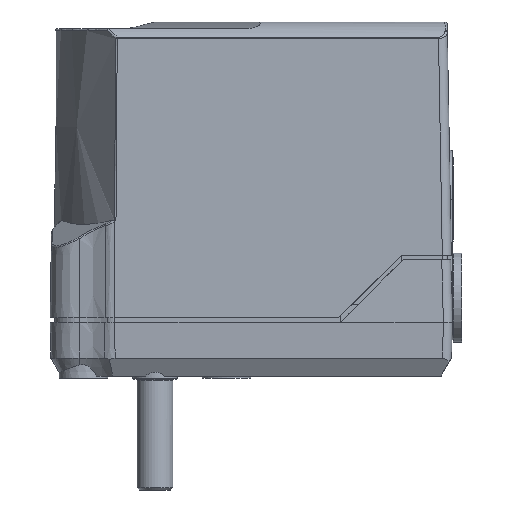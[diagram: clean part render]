
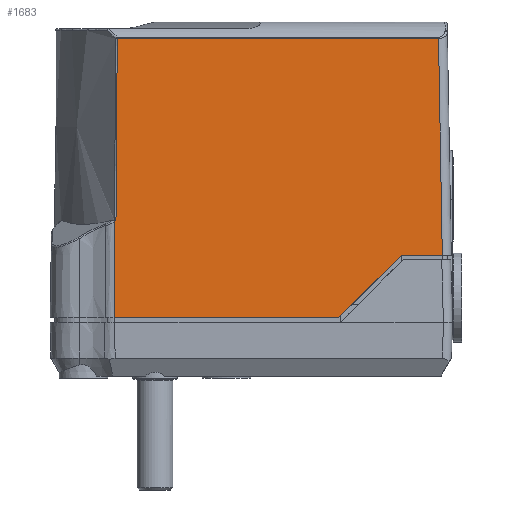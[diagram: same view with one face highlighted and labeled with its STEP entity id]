
A CAD part, left-side view. The second image highlights one B-rep face of the part: STEP entity #1683.
In plain terms, the highlighted planar face has unit normal (-1, 0, 0.018).
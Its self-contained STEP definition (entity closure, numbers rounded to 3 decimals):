
#1176=B_SPLINE_CURVE_WITH_KNOTS('',3,(#8907,#8908,#8909,#8910),.UNSPECIFIED.,
.F.,.F.,(4,4),(0.,1.),.UNSPECIFIED.);
#1203=B_SPLINE_CURVE_WITH_KNOTS('',3,(#9416,#9417,#9418,#9419),.UNSPECIFIED.,
.F.,.F.,(4,4),(0.,1.),.UNSPECIFIED.);
#1683=ADVANCED_FACE('',(#2125),#1871,.F.);
#1871=PLANE('',#6179);
#2125=FACE_OUTER_BOUND('',#2418,.T.);
#2418=EDGE_LOOP('',(#3567,#3568,#3569,#3570,#3571,#3572,#3573,#3574));
#3567=ORIENTED_EDGE('',*,*,#4903,.T.);
#3568=ORIENTED_EDGE('',*,*,#4852,.T.);
#3569=ORIENTED_EDGE('',*,*,#4839,.T.);
#3570=ORIENTED_EDGE('',*,*,#4782,.T.);
#3571=ORIENTED_EDGE('',*,*,#4818,.T.);
#3572=ORIENTED_EDGE('',*,*,#4793,.T.);
#3573=ORIENTED_EDGE('',*,*,#4889,.T.);
#3574=ORIENTED_EDGE('',*,*,#4890,.T.);
#4206=VERTEX_POINT('',#8717);
#4207=VERTEX_POINT('',#8719);
#4216=VERTEX_POINT('',#8745);
#4217=VERTEX_POINT('',#8747);
#4231=VERTEX_POINT('',#8911);
#4238=VERTEX_POINT('',#9063);
#4258=VERTEX_POINT('',#9308);
#4260=VERTEX_POINT('',#9329);
#4782=EDGE_CURVE('',#4207,#4206,#5305,.T.);
#4793=EDGE_CURVE('',#4217,#4216,#5308,.T.);
#4818=EDGE_CURVE('',#4206,#4217,#5322,.T.);
#4839=EDGE_CURVE('',#4231,#4207,#1176,.T.);
#4852=EDGE_CURVE('',#4238,#4231,#5338,.T.);
#4889=EDGE_CURVE('',#4216,#4260,#5347,.T.);
#4890=EDGE_CURVE('',#4260,#4258,#5348,.T.);
#4903=EDGE_CURVE('',#4258,#4238,#1203,.T.);
#5305=LINE('',#8718,#5695);
#5308=LINE('',#8746,#5698);
#5322=LINE('',#8833,#5712);
#5338=LINE('',#9062,#5728);
#5347=LINE('',#9330,#5739);
#5348=LINE('',#9332,#5740);
#5695=VECTOR('',#7066,1.);
#5698=VECTOR('',#7085,1.);
#5712=VECTOR('',#7119,1.);
#5728=VECTOR('',#7185,1.);
#5739=VECTOR('',#7252,1.);
#5740=VECTOR('',#7255,1.);
#6179=AXIS2_PLACEMENT_3D('',#9562,#7288,#7289);
#7066=DIRECTION('',(0.,-1.,0.));
#7085=DIRECTION('',(0.,-1.,0.));
#7119=DIRECTION('',(0.012,-0.707,0.707));
#7185=DIRECTION('',(-0.009,0.858,-0.513));
#7252=DIRECTION('',(0.017,0.017,1.));
#7255=DIRECTION('',(0.,1.,0.));
#7288=DIRECTION('',(1.,0.,-0.017));
#7289=DIRECTION('',(-0.017,0.,-1.));
#8717=CARTESIAN_POINT('',(0.,25.434,8.5));
#8718=CARTESIAN_POINT('',(0.,75.594,8.5));
#8719=CARTESIAN_POINT('',(0.,75.674,8.5));
#8745=CARTESIAN_POINT('',(0.244,2.244,22.5));
#8746=CARTESIAN_POINT('',(0.244,75.594,22.5));
#8747=CARTESIAN_POINT('',(0.244,11.434,22.5));
#8833=CARTESIAN_POINT('',(-0.438,50.51,-16.576));
#8907=CARTESIAN_POINT('',(0.375,75.555,30.01));
#8908=CARTESIAN_POINT('',(0.25,75.594,22.84));
#8909=CARTESIAN_POINT('',(0.125,75.634,15.67));
#8910=CARTESIAN_POINT('',(0.,75.674,8.5));
#8911=CARTESIAN_POINT('',(0.375,75.555,30.01));
#9062=CARTESIAN_POINT('',(0.303,82.518,25.846));
#9063=CARTESIAN_POINT('',(0.379,75.248,30.194));
#9308=CARTESIAN_POINT('',(1.09,74.964,70.953));
#9329=CARTESIAN_POINT('',(1.09,3.09,70.953));
#9330=CARTESIAN_POINT('',(0.022,2.022,9.784));
#9332=CARTESIAN_POINT('',(1.09,-8.197,70.953));
#9416=CARTESIAN_POINT('',(1.09,74.964,70.953));
#9417=CARTESIAN_POINT('',(0.853,75.059,57.366));
#9418=CARTESIAN_POINT('',(0.616,75.153,43.78));
#9419=CARTESIAN_POINT('',(0.379,75.248,30.194));
#9562=CARTESIAN_POINT('',(0.,75.594,8.5));
